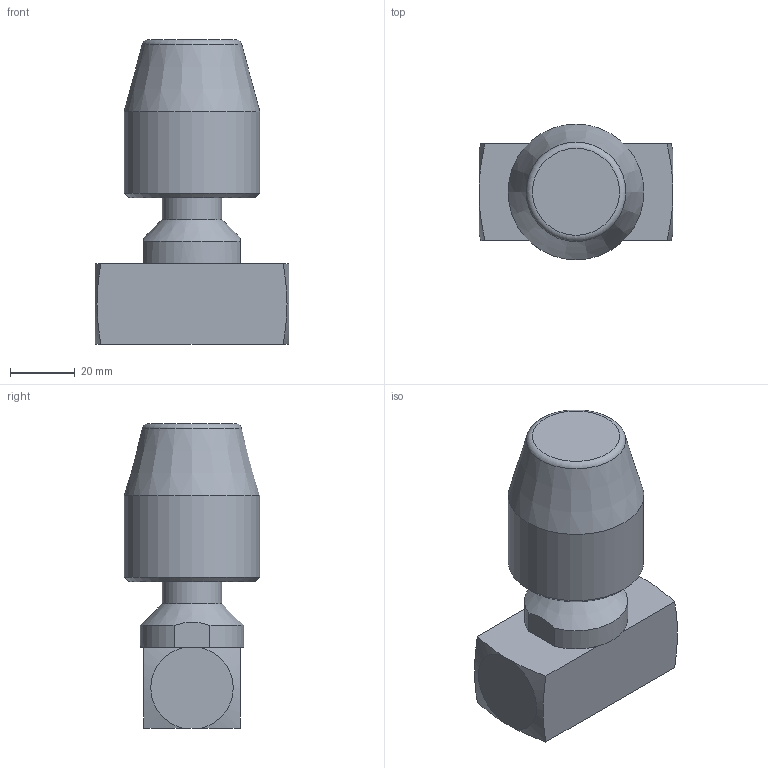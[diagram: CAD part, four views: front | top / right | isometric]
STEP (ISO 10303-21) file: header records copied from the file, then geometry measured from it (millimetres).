
FILE_DESCRIPTION(/* description */ ('2/2 direkt-druckgest. Tellerventil'),/* implementation_level */ '2;1');
FILE_NAME(/* name */ '063.005490_A6346-0802-7503.stp',/* time_stamp */ '2018-05-22T12:14:47+02:00',/* author */ ('EFast'),/* organization */ (''),/* preprocessor_version */ 'ST-DEVELOPER v16.1',/* originating_system */ 'Autodesk Inventor 2016',/* authorisation */ '');
FILE_SCHEMA (('AUTOMOTIVE_DESIGN { 1 0 10303 214 3 1 1 }'));
Length unit declared in the file: millimetre
Products named in the file (1): 88-002992
Bounding box: 60 x 42 x 94.3 mm (x, y, z)
Volume: 115064.6 mm3; surface area: 16799 mm2
Topology: 1 solids, 1 shells, 25 faces, 60 edges, 38 vertices
Faces by surface type: plane 13, cone 7, cylinder 4, torus 1
Full cylindrical faces by diameter (mm): 18.5 x1, 42 x1
Entity records: 678 total; most frequent: CARTESIAN_POINT 140, DIRECTION 108, ORIENTED_EDGE 102, EDGE_CURVE 51, AXIS2_PLACEMENT_3D 45, VERTEX_POINT 35, EDGE_LOOP 32, FACE_OUTER_BOUND 25
